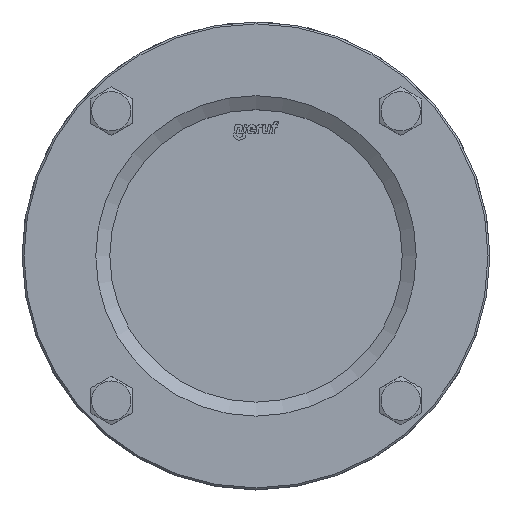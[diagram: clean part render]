
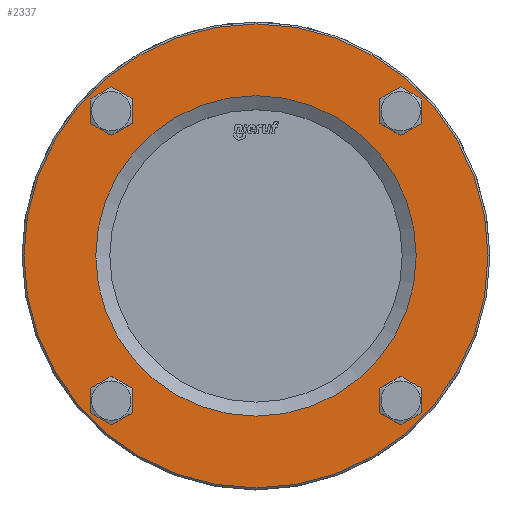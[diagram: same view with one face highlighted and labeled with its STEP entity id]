
A CAD part, top view. The second image highlights one B-rep face of the part: STEP entity #2337.
In plain terms, the highlighted planar face has unit normal (0, 0, 1).
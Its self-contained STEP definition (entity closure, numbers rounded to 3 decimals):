
#1887=CARTESIAN_POINT('',(61.872,-55.372,24.));
#1888=VERTEX_POINT('',#1887);
#1897=CARTESIAN_POINT('',(61.872,-68.372,24.));
#1898=VERTEX_POINT('',#1897);
#1899=CARTESIAN_POINT('',(61.872,-61.872,24.));
#1900=DIRECTION('',(0.,-0.,1.));
#1901=DIRECTION('',(0.,1.,0.));
#1902=AXIS2_PLACEMENT_3D('',#1899,#1900,#1901);
#1903=CIRCLE('',#1902,6.5);
#1904=EDGE_CURVE('NONE',#1888,#1898,#1903,.T.);
#1906=CARTESIAN_POINT('',(61.872,-61.872,24.));
#1907=DIRECTION('',(0.,-0.,1.));
#1908=DIRECTION('',(0.,1.,0.));
#1909=AXIS2_PLACEMENT_3D('',#1906,#1907,#1908);
#1910=CIRCLE('',#1909,6.5);
#1911=EDGE_CURVE('NONE',#1898,#1888,#1910,.T.);
#1938=CARTESIAN_POINT('',(61.872,68.372,24.));
#1939=VERTEX_POINT('',#1938);
#1948=CARTESIAN_POINT('',(61.872,55.372,24.));
#1949=VERTEX_POINT('',#1948);
#1950=CARTESIAN_POINT('',(61.872,61.872,24.));
#1951=DIRECTION('',(0.,-0.,1.));
#1952=DIRECTION('',(0.,1.,0.));
#1953=AXIS2_PLACEMENT_3D('',#1950,#1951,#1952);
#1954=CIRCLE('',#1953,6.5);
#1955=EDGE_CURVE('NONE',#1939,#1949,#1954,.T.);
#1957=CARTESIAN_POINT('',(61.872,61.872,24.));
#1958=DIRECTION('',(0.,-0.,1.));
#1959=DIRECTION('',(0.,1.,0.));
#1960=AXIS2_PLACEMENT_3D('',#1957,#1958,#1959);
#1961=CIRCLE('',#1960,6.5);
#1962=EDGE_CURVE('NONE',#1949,#1939,#1961,.T.);
#1989=CARTESIAN_POINT('',(-61.872,68.372,24.));
#1990=VERTEX_POINT('',#1989);
#1999=CARTESIAN_POINT('',(-61.872,55.372,24.));
#2000=VERTEX_POINT('',#1999);
#2001=CARTESIAN_POINT('',(-61.872,61.872,24.));
#2002=DIRECTION('',(0.,-0.,1.));
#2003=DIRECTION('',(0.,1.,0.));
#2004=AXIS2_PLACEMENT_3D('',#2001,#2002,#2003);
#2005=CIRCLE('',#2004,6.5);
#2006=EDGE_CURVE('NONE',#1990,#2000,#2005,.T.);
#2008=CARTESIAN_POINT('',(-61.872,61.872,24.));
#2009=DIRECTION('',(0.,-0.,1.));
#2010=DIRECTION('',(0.,1.,0.));
#2011=AXIS2_PLACEMENT_3D('',#2008,#2009,#2010);
#2012=CIRCLE('',#2011,6.5);
#2013=EDGE_CURVE('NONE',#2000,#1990,#2012,.T.);
#2040=CARTESIAN_POINT('',(-61.872,-55.372,24.));
#2041=VERTEX_POINT('',#2040);
#2050=CARTESIAN_POINT('',(-61.872,-68.372,24.));
#2051=VERTEX_POINT('',#2050);
#2052=CARTESIAN_POINT('',(-61.872,-61.872,24.));
#2053=DIRECTION('',(0.,-0.,1.));
#2054=DIRECTION('',(0.,1.,0.));
#2055=AXIS2_PLACEMENT_3D('',#2052,#2053,#2054);
#2056=CIRCLE('',#2055,6.5);
#2057=EDGE_CURVE('NONE',#2041,#2051,#2056,.T.);
#2059=CARTESIAN_POINT('',(-61.872,-61.872,24.));
#2060=DIRECTION('',(0.,-0.,1.));
#2061=DIRECTION('',(0.,1.,0.));
#2062=AXIS2_PLACEMENT_3D('',#2059,#2060,#2061);
#2063=CIRCLE('',#2062,6.5);
#2064=EDGE_CURVE('NONE',#2051,#2041,#2063,.T.);
#2262=CARTESIAN_POINT('',(0.,68.5,24.));
#2263=VERTEX_POINT('',#2262);
#2270=CARTESIAN_POINT('',(-0.,-68.5,24.));
#2271=VERTEX_POINT('',#2270);
#2272=CARTESIAN_POINT('',(0.,-0.,24.));
#2273=DIRECTION('',(-0.,0.,-1.));
#2274=DIRECTION('',(0.,1.,0.));
#2275=AXIS2_PLACEMENT_3D('',#2272,#2273,#2274);
#2276=CIRCLE('',#2275,68.5);
#2277=EDGE_CURVE('NONE',#2271,#2263,#2276,.T.);
#2279=CARTESIAN_POINT('',(0.,-0.,24.));
#2280=DIRECTION('',(-0.,0.,-1.));
#2281=DIRECTION('',(0.,1.,0.));
#2282=AXIS2_PLACEMENT_3D('',#2279,#2280,#2281);
#2283=CIRCLE('',#2282,68.5);
#2284=EDGE_CURVE('NONE',#2263,#2271,#2283,.T.);
#2292=CARTESIAN_POINT('',(-68.5,0.,24.));
#2293=DIRECTION('',(0.,0.,1.));
#2294=DIRECTION('',(0.,1.,0.));
#2295=AXIS2_PLACEMENT_3D('',#2292,#2293,#2294);
#2296=PLANE('',#2295);
#2297=CARTESIAN_POINT('',(99.2,-0.,24.));
#2298=VERTEX_POINT('',#2297);
#2299=CARTESIAN_POINT('',(-99.2,0.,24.));
#2300=VERTEX_POINT('',#2299);
#2301=CARTESIAN_POINT('',(0.,-0.,24.));
#2302=DIRECTION('',(0.,0.,1.));
#2303=DIRECTION('',(1.,0.,-0.));
#2304=AXIS2_PLACEMENT_3D('',#2301,#2302,#2303);
#2305=CIRCLE('',#2304,99.2);
#2306=EDGE_CURVE('',#2298,#2300,#2305,.T.);
#2307=ORIENTED_EDGE('',*,*,#2306,.T.);
#2308=CARTESIAN_POINT('',(0.,-0.,24.));
#2309=DIRECTION('',(0.,0.,1.));
#2310=DIRECTION('',(1.,0.,-0.));
#2311=AXIS2_PLACEMENT_3D('',#2308,#2309,#2310);
#2312=CIRCLE('',#2311,99.2);
#2313=EDGE_CURVE('',#2300,#2298,#2312,.T.);
#2314=ORIENTED_EDGE('',*,*,#2313,.T.);
#2315=EDGE_LOOP('',(#2307,#2314));
#2316=FACE_BOUND('',#2315,.T.);
#2317=ORIENTED_EDGE('',*,*,#1904,.F.);
#2318=ORIENTED_EDGE('',*,*,#1911,.F.);
#2319=EDGE_LOOP('',(#2317,#2318));
#2320=FACE_BOUND('',#2319,.T.);
#2321=ORIENTED_EDGE('',*,*,#1955,.F.);
#2322=ORIENTED_EDGE('',*,*,#1962,.F.);
#2323=EDGE_LOOP('',(#2321,#2322));
#2324=FACE_BOUND('',#2323,.T.);
#2325=ORIENTED_EDGE('',*,*,#2006,.F.);
#2326=ORIENTED_EDGE('',*,*,#2013,.F.);
#2327=EDGE_LOOP('',(#2325,#2326));
#2328=FACE_BOUND('',#2327,.T.);
#2329=ORIENTED_EDGE('',*,*,#2057,.F.);
#2330=ORIENTED_EDGE('',*,*,#2064,.F.);
#2331=EDGE_LOOP('',(#2329,#2330));
#2332=FACE_BOUND('',#2331,.T.);
#2333=ORIENTED_EDGE('',*,*,#2284,.T.);
#2334=ORIENTED_EDGE('',*,*,#2277,.T.);
#2335=EDGE_LOOP('',(#2333,#2334));
#2336=FACE_BOUND('',#2335,.T.);
#2337=ADVANCED_FACE('NONE',(#2316,#2320,#2324,#2328,#2332,#2336),#2296,.T.);
